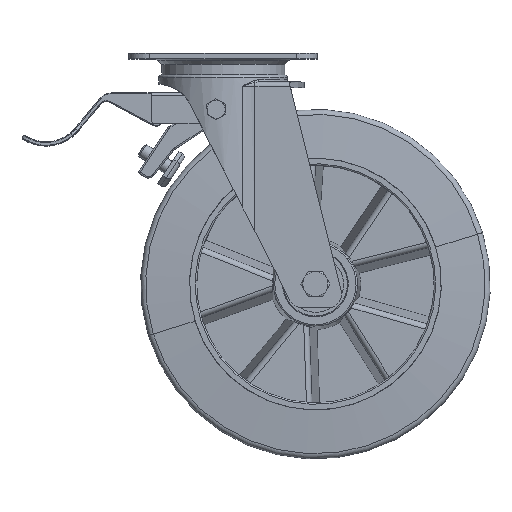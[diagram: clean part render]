
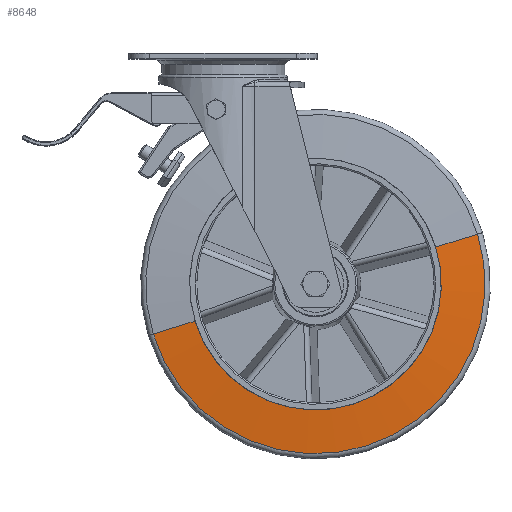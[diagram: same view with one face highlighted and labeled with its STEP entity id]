
A CAD part, top view. The second image highlights one B-rep face of the part: STEP entity #8648.
In plain terms, the highlighted conical face has half-angle 85.101 degrees and reference radius 125 mm.
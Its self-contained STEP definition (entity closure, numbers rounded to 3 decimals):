
#529 = CARTESIAN_POINT ( 'NONE',  ( 66., -165., 66.416 ) ) ;
#914 = DIRECTION ( 'NONE',  ( -0.952, -0.293, -0.085 ) ) ;
#939 = VERTEX_POINT ( 'NONE', #18775 ) ;
#1587 = CARTESIAN_POINT ( 'NONE',  ( 152.025, -138.548, 69.102 ) ) ;
#2501 = VERTEX_POINT ( 'NONE', #3009 ) ;
#2603 = DIRECTION ( 'NONE',  ( 0.956, 0.294, 0. ) ) ;
#3009 = CARTESIAN_POINT ( 'NONE',  ( -49.982, -200.663, 66.416 ) ) ;
#3860 = LINE ( 'NONE', #8183, #13686 ) ;
#5935 = AXIS2_PLACEMENT_3D ( 'NONE', #529, #15064, #2603 ) ;
#6051 = CARTESIAN_POINT ( 'NONE',  ( 66., -165., 66.102 ) ) ;
#6171 = DIRECTION ( 'NONE',  ( 0.952, 0.293, -0.085 ) ) ;
#6486 = FACE_OUTER_BOUND ( 'NONE', #21544, .T. ) ;
#8046 = CARTESIAN_POINT ( 'NONE',  ( 66., -165., 69.102 ) ) ;
#8183 = CARTESIAN_POINT ( 'NONE',  ( 185.479, -128.261, 66.102 ) ) ;
#8648 = ADVANCED_FACE ( 'NONE', ( #6486 ), #8746, .T. ) ;
#8746 = CONICAL_SURFACE ( 'NONE', #23525, 125., 1.485 ) ;
#10087 = DIRECTION ( 'NONE',  ( -0.956, -0.294, 0. ) ) ;
#10822 = ORIENTED_EDGE ( 'NONE', *, *, #20537, .T. ) ;
#13397 = CIRCLE ( 'NONE', #25542, 90. ) ;
#13686 = VECTOR ( 'NONE', #6171, 1000. ) ;
#13863 = ORIENTED_EDGE ( 'NONE', *, *, #20122, .F. ) ;
#14143 = DIRECTION ( 'NONE',  ( -0.956, -0.294, 0. ) ) ;
#14231 = DIRECTION ( 'NONE',  ( 0., 0., -1. ) ) ;
#15064 = DIRECTION ( 'NONE',  ( 0., 0., 1. ) ) ;
#15448 = CARTESIAN_POINT ( 'NONE',  ( -53.479, -201.739, 66.102 ) ) ;
#18775 = CARTESIAN_POINT ( 'NONE',  ( -20.025, -191.452, 69.102 ) ) ;
#19786 = EDGE_CURVE ( 'NONE', #21365, #939, #13397, .T. ) ;
#19976 = VECTOR ( 'NONE', #914, 1000. ) ;
#20122 = EDGE_CURVE ( 'NONE', #21365, #23135, #3860, .T. ) ;
#20168 = EDGE_CURVE ( 'NONE', #939, #2501, #25310, .T. ) ;
#20379 = CARTESIAN_POINT ( 'NONE',  ( 181.982, -129.337, 66.416 ) ) ;
#20537 = EDGE_CURVE ( 'NONE', #2501, #23135, #22105, .T. ) ;
#21365 = VERTEX_POINT ( 'NONE', #1587 ) ;
#21544 = EDGE_LOOP ( 'NONE', ( #13863, #22666, #23559, #10822 ) ) ;
#22105 = CIRCLE ( 'NONE', #5935, 121.342 ) ;
#22299 = DIRECTION ( 'NONE',  ( 0., 0., -1. ) ) ;
#22666 = ORIENTED_EDGE ( 'NONE', *, *, #19786, .T. ) ;
#23135 = VERTEX_POINT ( 'NONE', #20379 ) ;
#23525 = AXIS2_PLACEMENT_3D ( 'NONE', #6051, #14231, #14143 ) ;
#23559 = ORIENTED_EDGE ( 'NONE', *, *, #20168, .T. ) ;
#25310 = LINE ( 'NONE', #15448, #19976 ) ;
#25542 = AXIS2_PLACEMENT_3D ( 'NONE', #8046, #22299, #10087 ) ;
